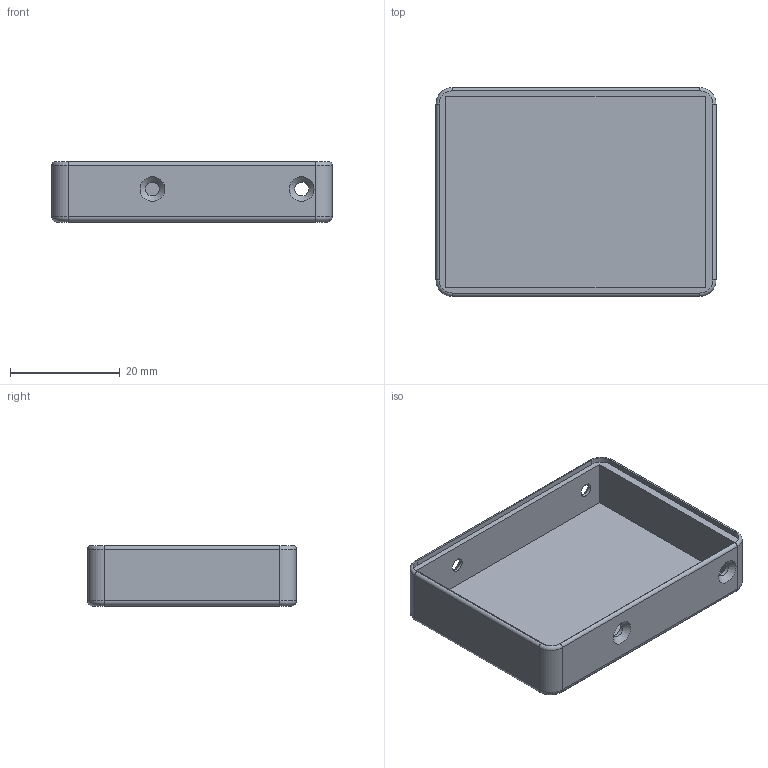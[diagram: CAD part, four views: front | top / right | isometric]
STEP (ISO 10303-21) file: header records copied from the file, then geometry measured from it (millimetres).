
FILE_DESCRIPTION(/* description */ (''),/* implementation_level */ '2;1');
FILE_NAME(/* name */ '外壳.step',/* time_stamp */ '2020-07-29T23:51:18+08:00',/* author */ (''),/* organization */ (''),/* preprocessor_version */ 'ST-DEVELOPER v18.1',/* originating_system */ 'Autodesk Translation Framework v9.3.0.1241',/* authorisation */ '');
FILE_SCHEMA (('AUTOMOTIVE_DESIGN { 1 0 10303 214 3 1 1 }'));
Length unit declared in the file: millimetre
Products named in the file (1): case01
Bounding box: 51 x 38 x 11 mm (x, y, z)
Volume: 5330.7 mm3; surface area: 7205.3 mm2
Topology: 1 solids, 1 shells, 48 faces, 106 edges, 61 vertices
Faces by surface type: cylinder 21, plane 15, torus 8, cone 4
Full cylindrical faces by diameter (mm): 2.5 x4, 4.5 x1
Entity records: 1363 total; most frequent: DIRECTION 253, CARTESIAN_POINT 216, ORIENTED_EDGE 212, EDGE_CURVE 106, AXIS2_PLACEMENT_3D 98, VERTEX_POINT 61, EDGE_LOOP 57, LINE 57
